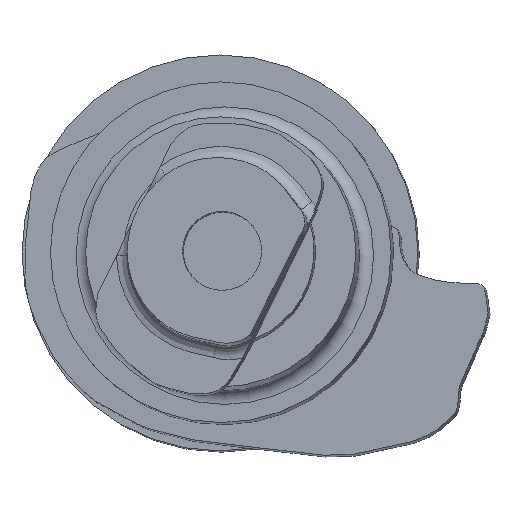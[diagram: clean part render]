
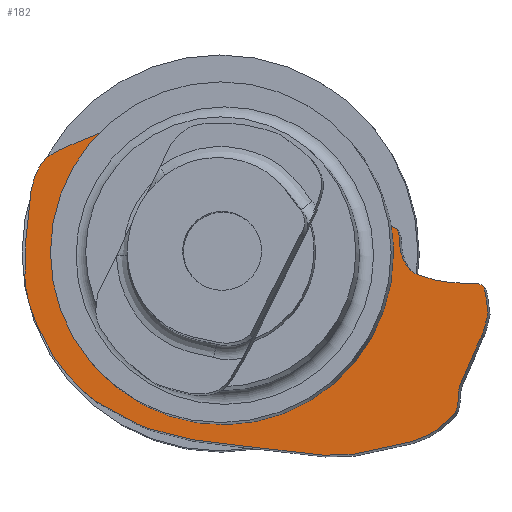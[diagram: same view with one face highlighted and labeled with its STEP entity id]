
A CAD part, top view. The second image highlights one B-rep face of the part: STEP entity #182.
In plain terms, the highlighted planar face has unit normal (-0.021, 0.018, 1).
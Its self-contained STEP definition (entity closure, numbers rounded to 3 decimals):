
#182=ADVANCED_FACE('',(#441),#442,.F.);
#441=FACE_OUTER_BOUND('',#5717,.T.);
#442=PLANE('',#5718);
#5717=EDGE_LOOP('',(#6578,#6579,#6580,#6581,#6582,#6583,#6584,#6585));
#5718=AXIS2_PLACEMENT_3D('',#6586,#6587,#6588);
#6578=ORIENTED_EDGE('',*,*,#6892,.F.);
#6579=ORIENTED_EDGE('',*,*,#6899,.T.);
#6580=ORIENTED_EDGE('',*,*,#6969,.F.);
#6581=ORIENTED_EDGE('',*,*,#6988,.F.);
#6582=ORIENTED_EDGE('',*,*,#6989,.F.);
#6583=ORIENTED_EDGE('',*,*,#6990,.T.);
#6584=ORIENTED_EDGE('',*,*,#6991,.T.);
#6585=ORIENTED_EDGE('',*,*,#6992,.F.);
#6586=CARTESIAN_POINT('',(-2.033,1.711,97.745));
#6587=DIRECTION('',(0.021,-0.018,-1.));
#6588=DIRECTION('',(1.,0.,0.021));
#6892=EDGE_CURVE('',#7342,#7344,#7345,.T.);
#6899=EDGE_CURVE('',#7342,#7355,#7357,.T.);
#6969=EDGE_CURVE('',#7474,#7355,#7476,.T.);
#6988=EDGE_CURVE('',#7504,#7474,#7505,.T.);
#6989=EDGE_CURVE('',#7506,#7504,#7507,.T.);
#6990=EDGE_CURVE('',#7506,#7508,#7509,.T.);
#6991=EDGE_CURVE('',#7508,#7510,#7511,.T.);
#6992=EDGE_CURVE('',#7344,#7510,#7512,.T.);
#7342=VERTEX_POINT('',#10659);
#7344=VERTEX_POINT('',#10662);
#7345=B_SPLINE_CURVE_WITH_KNOTS('',3,(#10663,#10664,#10665,#10666),.UNSPECIFIED.,.F.,.F.,(4,4),(8.582,9.0),.UNSPECIFIED.);
#7355=VERTEX_POINT('',#10717);
#7357=CIRCLE('',#10719,12.445);
#7474=VERTEX_POINT('',#11084);
#7476=B_SPLINE_CURVE_WITH_KNOTS('',3,(#11087,#11088,#11089,#11090,#11091,#11092,#11093,#11094,#11095,#11096,#11097),.UNSPECIFIED.,.F.,.F.,(4,1,1,1,1,1,1,1,4),(0.0,1.066,2.109,3.119,4.073,5.018,5.935,6.953,7.719),.UNSPECIFIED.);
#7504=VERTEX_POINT('',#11210);
#7505=B_SPLINE_CURVE_WITH_KNOTS('',3,(#11211,#11212,#11213,#11214,#11215,#11216,#11217,#11218,#11219,#11220,#11221,#11222),.UNSPECIFIED.,.F.,.F.,(4,1,1,1,1,1,1,1,1,4),(0.0,0.521,1.105,1.717,2.429,3.513,5.068,6.684,8.016,9.0),.UNSPECIFIED.);
#7506=VERTEX_POINT('',#11223);
#7507=B_SPLINE_CURVE_WITH_KNOTS('',3,(#11224,#11225,#11226,#11227,#11228,#11229,#11230,#11231,#11232,#11233,#11234,#11235),.UNSPECIFIED.,.F.,.F.,(4,1,1,1,1,1,1,1,1,4),(0.0,0.941,1.936,2.956,3.983,5.01,6.043,7.026,8.005,9.0),.UNSPECIFIED.);
#7508=VERTEX_POINT('',#11236);
#7509=B_SPLINE_CURVE_WITH_KNOTS('',3,(#11237,#11238,#11239,#11240,#11241,#11242,#11243,#11244,#11245,#11246,#11247,#11248),.UNSPECIFIED.,.F.,.F.,(4,1,1,1,1,1,1,1,1,4),(0.0,0.834,1.659,2.503,3.415,4.444,5.595,6.809,7.955,9.0),.UNSPECIFIED.);
#7510=VERTEX_POINT('',#11249);
#7511=CIRCLE('',#11250,15.782);
#7512=B_SPLINE_CURVE_WITH_KNOTS('',3,(#11251,#11252,#11253,#11254,#11255,#11256,#11257,#11258,#11259,#11260,#11261,#11262),.UNSPECIFIED.,.F.,.F.,(4,1,1,1,1,1,1,1,1,4),(0.0,0.792,1.733,2.749,3.845,4.984,6.106,7.091,8.012,9.0),.UNSPECIFIED.);
#10659=CARTESIAN_POINT('',(12.514,1.773,98.047));
#10662=CARTESIAN_POINT('',(12.906,1.636,98.057));
#10663=CARTESIAN_POINT('',(12.514,1.773,98.047));
#10664=CARTESIAN_POINT('',(12.652,1.727,98.05));
#10665=CARTESIAN_POINT('',(12.779,1.681,98.054));
#10666=CARTESIAN_POINT('',(12.906,1.636,98.057));
#10717=CARTESIAN_POINT('',(-8.314,8.78,97.491));
#10719=AXIS2_PLACEMENT_3D('',#11375,#11376,#11377);
#11084=CARTESIAN_POINT('',(-14.186,0.589,97.512));
#11087=CARTESIAN_POINT('',(-14.186,0.589,97.512));
#11088=CARTESIAN_POINT('',(-14.153,1.156,97.503));
#11089=CARTESIAN_POINT('',(-14.088,2.279,97.485));
#11090=CARTESIAN_POINT('',(-13.923,3.805,97.461));
#11091=CARTESIAN_POINT('',(-13.633,5.256,97.442));
#11092=CARTESIAN_POINT('',(-12.964,6.598,97.432));
#11093=CARTESIAN_POINT('',(-12.09,7.238,97.439));
#11094=CARTESIAN_POINT('',(-10.674,7.822,97.458));
#11095=CARTESIAN_POINT('',(-9.76,8.198,97.471));
#11096=CARTESIAN_POINT('',(-8.733,8.618,97.485));
#11097=CARTESIAN_POINT('',(-8.314,8.78,97.491));
#11210=CARTESIAN_POINT('',(-5.119,-13.001,97.939));
#11211=CARTESIAN_POINT('',(-5.119,-13.001,97.939));
#11212=CARTESIAN_POINT('',(-5.23,-12.957,97.936));
#11213=CARTESIAN_POINT('',(-5.467,-12.863,97.929));
#11214=CARTESIAN_POINT('',(-6.033,-12.693,97.914));
#11215=CARTESIAN_POINT('',(-6.622,-12.281,97.895));
#11216=CARTESIAN_POINT('',(-7.124,-12.061,97.88));
#11217=CARTESIAN_POINT('',(-8.836,-11.337,97.832));
#11218=CARTESIAN_POINT('',(-12.222,-8.305,97.709));
#11219=CARTESIAN_POINT('',(-14.43,-3.084,97.571));
#11220=CARTESIAN_POINT('',(-14.156,-0.966,97.54));
#11221=CARTESIAN_POINT('',(-14.177,0.125,97.52));
#11222=CARTESIAN_POINT('',(-14.186,0.589,97.512));
#11223=CARTESIAN_POINT('',(16.894,-12.128,98.381));
#11224=CARTESIAN_POINT('',(16.894,-12.128,98.381));
#11225=CARTESIAN_POINT('',(16.394,-12.61,98.379));
#11226=CARTESIAN_POINT('',(15.365,-13.601,98.375));
#11227=CARTESIAN_POINT('',(12.703,-14.304,98.332));
#11228=CARTESIAN_POINT('',(10.005,-14.905,98.287));
#11229=CARTESIAN_POINT('',(7.634,-14.995,98.239));
#11230=CARTESIAN_POINT('',(4.771,-14.667,98.173));
#11231=CARTESIAN_POINT('',(2.124,-14.255,98.111));
#11232=CARTESIAN_POINT('',(-0.42,-14.048,98.055));
#11233=CARTESIAN_POINT('',(-2.521,-13.735,98.005));
#11234=CARTESIAN_POINT('',(-4.248,-13.247,97.961));
#11235=CARTESIAN_POINT('',(-5.119,-13.001,97.939));
#11236=CARTESIAN_POINT('',(19.215,-6.02,98.323));
#11237=CARTESIAN_POINT('',(16.894,-12.128,98.381));
#11238=CARTESIAN_POINT('',(17.009,-12.018,98.382));
#11239=CARTESIAN_POINT('',(17.238,-11.797,98.383));
#11240=CARTESIAN_POINT('',(17.385,-11.242,98.376));
#11241=CARTESIAN_POINT('',(17.414,-10.793,98.369));
#11242=CARTESIAN_POINT('',(17.398,-10.222,98.358));
#11243=CARTESIAN_POINT('',(17.67,-9.411,98.35));
#11244=CARTESIAN_POINT('',(18.044,-8.598,98.343));
#11245=CARTESIAN_POINT('',(18.516,-7.684,98.337));
#11246=CARTESIAN_POINT('',(18.894,-6.605,98.326));
#11247=CARTESIAN_POINT('',(19.111,-6.209,98.324));
#11248=CARTESIAN_POINT('',(19.215,-6.02,98.323));
#11249=CARTESIAN_POINT('',(19.59,-4.504,98.304));
#11250=AXIS2_PLACEMENT_3D('',#11493,#11494,#11495);
#11251=CARTESIAN_POINT('',(12.906,1.636,98.057));
#11252=CARTESIAN_POINT('',(12.993,1.438,98.063));
#11253=CARTESIAN_POINT('',(13.183,1.007,98.074));
#11254=CARTESIAN_POINT('',(13.076,0.012,98.089));
#11255=CARTESIAN_POINT('',(13.776,-1.498,98.13));
#11256=CARTESIAN_POINT('',(14.78,-1.898,98.158));
#11257=CARTESIAN_POINT('',(16.266,-2.315,98.196));
#11258=CARTESIAN_POINT('',(18.035,-2.396,98.235));
#11259=CARTESIAN_POINT('',(19.25,-2.334,98.259));
#11260=CARTESIAN_POINT('',(19.425,-3.188,98.277));
#11261=CARTESIAN_POINT('',(19.534,-4.055,98.295));
#11262=CARTESIAN_POINT('',(19.59,-4.504,98.304));
#11375=CARTESIAN_POINT('',(0.238,-0.254,97.827));
#11376=DIRECTION('',(0.021,-0.018,-1.));
#11377=DIRECTION('',(1.,0.,0.021));
#11493=CARTESIAN_POINT('',(4.106,-1.478,97.929));
#11494=DIRECTION('',(-0.021,0.018,1.));
#11495=DIRECTION('',(0.957,-0.288,0.025));
